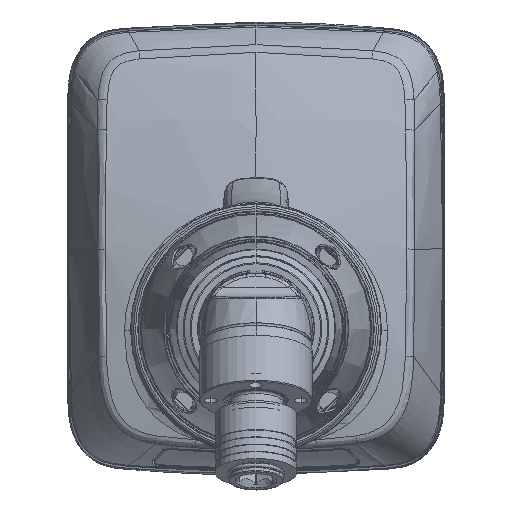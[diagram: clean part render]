
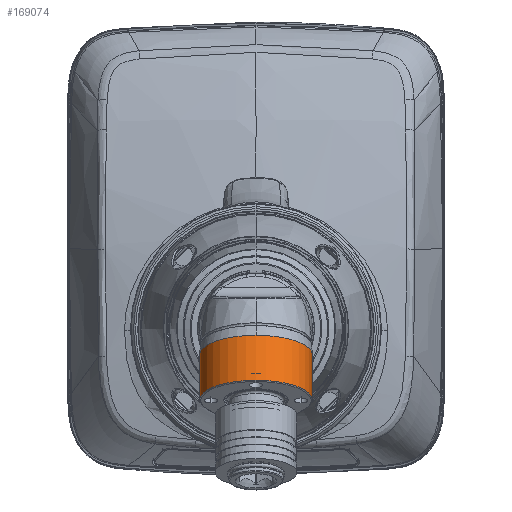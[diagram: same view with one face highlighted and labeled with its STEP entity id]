
A CAD part, top view. The second image highlights one B-rep face of the part: STEP entity #169074.
In plain terms, the highlighted cylindrical face has radius 11 mm (diameter 22 mm), a partial arc.
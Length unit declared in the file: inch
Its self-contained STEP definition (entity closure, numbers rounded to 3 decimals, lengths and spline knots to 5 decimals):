
#119013=CARTESIAN_POINT('',(0.,-0.46393,4.18067));
#119014=DIRECTION('',(0.,0.94,-0.342));
#119015=DIRECTION('',(1.,0.,0.));
#119016=AXIS2_PLACEMENT_3D('',#119013,#119014,#119015);
#119018=DIRECTION('',(0.,-0.94,0.342));
#119019=VECTOR('',#119018,0.09055);
#119020=CARTESIAN_POINT('',(0.43307,-0.46393,
4.18067));
#119021=LINE('',#119020,#119019);
#119022=DIRECTION('',(0.,-0.94,0.342));
#119023=VECTOR('',#119022,0.09055);
#119024=CARTESIAN_POINT('',(-0.43307,-0.46393,
4.18067));
#119025=LINE('',#119024,#119023);
#119026=CARTESIAN_POINT('',(0.,-0.46393,4.18067));
#119027=DIRECTION('',(0.,0.94,-0.342));
#119028=DIRECTION('',(-0.326,-0.323,
-0.888));
#119029=AXIS2_PLACEMENT_3D('',#119026,#119027,#119028);
#119031=DIRECTION('',(0.,0.94,-0.342));
#119032=VECTOR('',#119031,0.13797);
#119033=CARTESIAN_POINT('',(-0.14107,-0.60397,
3.79591));
#119034=LINE('',#119033,#119032);
#119035=CARTESIAN_POINT('',(-0.1411,-0.47427,
3.7487));
#119036=CARTESIAN_POINT('',(-0.15174,-0.47189,
3.75174));
#119037=CARTESIAN_POINT('',(-0.17228,-0.46665,
3.75836));
#119038=CARTESIAN_POINT('',(-0.20551,-0.45608,
3.77144));
#119039=CARTESIAN_POINT('',(-0.2399,-0.44225,
3.78816));
#119040=CARTESIAN_POINT('',(-0.2742,-0.42477,
3.80879));
#119041=CARTESIAN_POINT('',(-0.30457,-0.40568,
3.83092));
#119042=CARTESIAN_POINT('',(-0.33135,-0.38528,
3.85433));
#119043=CARTESIAN_POINT('',(-0.3548,-0.36385,
3.87892));
#119044=CARTESIAN_POINT('',(-0.37516,-0.3416,
3.90471));
#119045=CARTESIAN_POINT('',(-0.39256,-0.31873,
3.93178));
#119046=CARTESIAN_POINT('',(-0.40708,-0.29541,
3.96029));
#119047=CARTESIAN_POINT('',(-0.41866,-0.27181,
3.99042));
#119048=CARTESIAN_POINT('',(-0.42716,-0.24808,
4.02238));
#119049=CARTESIAN_POINT('',(-0.43232,-0.22437,
4.05635));
#119050=CARTESIAN_POINT('',(-0.43325,-0.2087,
4.08044));
#119051=CARTESIAN_POINT('',(-0.43301,-0.20093,
4.09286));
#119053=CARTESIAN_POINT('',(0.,-0.20348,4.08587));
#119054=DIRECTION('',(0.,-0.94,0.342));
#119055=DIRECTION('',(0.,0.342,0.94));
#119056=AXIS2_PLACEMENT_3D('',#119053,#119054,#119055);
#119058=CARTESIAN_POINT('',(0.,-0.20348,4.08587));
#119059=DIRECTION('',(0.,0.94,-0.342));
#119060=DIRECTION('',(0.,0.342,0.94));
#119061=AXIS2_PLACEMENT_3D('',#119058,#119059,#119060);
#119063=CARTESIAN_POINT('',(0.1411,-0.47427,
3.7487));
#119064=CARTESIAN_POINT('',(0.15174,-0.47189,
3.75174));
#119065=CARTESIAN_POINT('',(0.17228,-0.46665,
3.75836));
#119066=CARTESIAN_POINT('',(0.20551,-0.45608,
3.77144));
#119067=CARTESIAN_POINT('',(0.2399,-0.44225,
3.78816));
#119068=CARTESIAN_POINT('',(0.2742,-0.42477,
3.80879));
#119069=CARTESIAN_POINT('',(0.30457,-0.40568,
3.83092));
#119070=CARTESIAN_POINT('',(0.33135,-0.38528,
3.85433));
#119071=CARTESIAN_POINT('',(0.3548,-0.36385,
3.87892));
#119072=CARTESIAN_POINT('',(0.37516,-0.3416,
3.90471));
#119073=CARTESIAN_POINT('',(0.39256,-0.31873,
3.93178));
#119074=CARTESIAN_POINT('',(0.40708,-0.29541,
3.96029));
#119075=CARTESIAN_POINT('',(0.41866,-0.27181,
3.99042));
#119076=CARTESIAN_POINT('',(0.42716,-0.24808,
4.02238));
#119077=CARTESIAN_POINT('',(0.43232,-0.22437,
4.05635));
#119078=CARTESIAN_POINT('',(0.43325,-0.2087,
4.08044));
#119079=CARTESIAN_POINT('',(0.43301,-0.20093,
4.09286));
#119081=DIRECTION('',(0.,0.94,-0.342));
#119082=VECTOR('',#119081,0.13797);
#119083=CARTESIAN_POINT('',(0.14107,-0.60397,
3.79591));
#119084=LINE('',#119083,#119082);
#119094=CARTESIAN_POINT('',(0.,-0.54902,4.21164));
#119095=DIRECTION('',(0.,-0.94,0.342));
#119096=DIRECTION('',(1.,0.,0.));
#119097=AXIS2_PLACEMENT_3D('',#119094,#119095,#119096);
#120815=CARTESIAN_POINT('',(-0.14108,-0.47432,
3.74872));
#120891=CARTESIAN_POINT('',(0.14108,-0.47432,
3.74872));
#136269=CARTESIAN_POINT('',(0.,-0.05536,4.49282));
#136270=CARTESIAN_POINT('',(0.43301,-0.20093,
4.09286));
#136271=VERTEX_POINT('',#136269);
#136272=VERTEX_POINT('',#136270);
#136273=CARTESIAN_POINT('',(-0.43301,-0.20093,
4.09286));
#136274=VERTEX_POINT('',#136273);
#136432=VERTEX_POINT('',#120891);
#136434=VERTEX_POINT('',#120815);
#136467=CARTESIAN_POINT('',(0.43307,-0.54902,
4.21164));
#136468=CARTESIAN_POINT('',(-0.43307,-0.54902,
4.21164));
#136469=VERTEX_POINT('',#136467);
#136470=VERTEX_POINT('',#136468);
#136503=CARTESIAN_POINT('',(0.43307,-0.46393,
4.18067));
#136504=CARTESIAN_POINT('',(0.14107,-0.60397,
3.79591));
#136505=VERTEX_POINT('',#136503);
#136506=VERTEX_POINT('',#136504);
#136511=CARTESIAN_POINT('',(-0.14107,-0.60397,
3.79591));
#136512=CARTESIAN_POINT('',(-0.43307,-0.46393,
4.18067));
#136513=VERTEX_POINT('',#136511);
#136514=VERTEX_POINT('',#136512);
#169049=CARTESIAN_POINT('',(0.,-0.58268,4.22389));
#169050=DIRECTION('',(0.,0.94,-0.342));
#169051=DIRECTION('',(0.,-0.342,-0.94));
#169052=AXIS2_PLACEMENT_3D('',#169049,#169050,#169051);
#169053=CYLINDRICAL_SURFACE('',#169052,0.43307);
#169054=ORIENTED_EDGE('',*,*,#169031,.F.);
#169055=ORIENTED_EDGE('',*,*,#169044,.T.);
#169057=ORIENTED_EDGE('',*,*,#169056,.T.);
#169058=ORIENTED_EDGE('',*,*,#169040,.F.);
#169059=ORIENTED_EDGE('',*,*,#169038,.F.);
#169061=ORIENTED_EDGE('',*,*,#169060,.T.);
#169063=ORIENTED_EDGE('',*,*,#169062,.T.);
#169065=ORIENTED_EDGE('',*,*,#169064,.F.);
#169067=ORIENTED_EDGE('',*,*,#169066,.T.);
#169069=ORIENTED_EDGE('',*,*,#169068,.F.);
#169071=ORIENTED_EDGE('',*,*,#169070,.F.);
#169072=EDGE_LOOP('',(#169054,#169055,#169057,#169058,#169059,#169061,#169063,
#169065,#169067,#169069,#169071));
#169073=FACE_OUTER_BOUND('',#169072,.F.);
#169074=ADVANCED_FACE('',(#169073),#169053,.T.);
#119017=CIRCLE('',#119016,0.43307);
#119030=CIRCLE('',#119029,0.43307);
#119052=B_SPLINE_CURVE_WITH_KNOTS('',3,(#119035,#119036,#119037,#119038,#119039,
#119040,#119041,#119042,#119043,#119044,#119045,#119046,#119047,#119048,#119049,
#119050,#119051),.UNSPECIFIED.,.F.,.F.,(4,1,1,1,1,1,1,1,1,1,1,1,1,1,4),(0.,
0.05072,0.10145,0.17633,0.25121,
0.32609,0.40097,0.47584,0.55072,
0.6256,0.70048,0.77536,0.85024,
0.92512,1.),.UNSPECIFIED.);
#119057=CIRCLE('',#119056,0.43307);
#119062=CIRCLE('',#119061,0.43307);
#119080=B_SPLINE_CURVE_WITH_KNOTS('',3,(#119063,#119064,#119065,#119066,#119067,
#119068,#119069,#119070,#119071,#119072,#119073,#119074,#119075,#119076,#119077,
#119078,#119079),.UNSPECIFIED.,.F.,.F.,(4,1,1,1,1,1,1,1,1,1,1,1,1,1,4),(0.,
0.05072,0.10145,0.17633,0.25121,
0.32609,0.40097,0.47584,0.55072,
0.6256,0.70048,0.77536,0.85024,
0.92512,1.),.UNSPECIFIED.);
#119098=CIRCLE('',#119097,0.43307);
#169031=EDGE_CURVE('',#136505,#136506,#119017,.T.);
#169038=EDGE_CURVE('',#136513,#136514,#119030,.T.);
#169040=EDGE_CURVE('',#136514,#136470,#119025,.T.);
#169044=EDGE_CURVE('',#136505,#136469,#119021,.T.);
#169056=EDGE_CURVE('',#136469,#136470,#119098,.T.);
#169060=EDGE_CURVE('',#136513,#136434,#119034,.T.);
#169062=EDGE_CURVE('',#136434,#136274,#119052,.T.);
#169064=EDGE_CURVE('',#136271,#136274,#119057,.T.);
#169066=EDGE_CURVE('',#136271,#136272,#119062,.T.);
#169068=EDGE_CURVE('',#136432,#136272,#119080,.T.);
#169070=EDGE_CURVE('',#136506,#136432,#119084,.T.);
